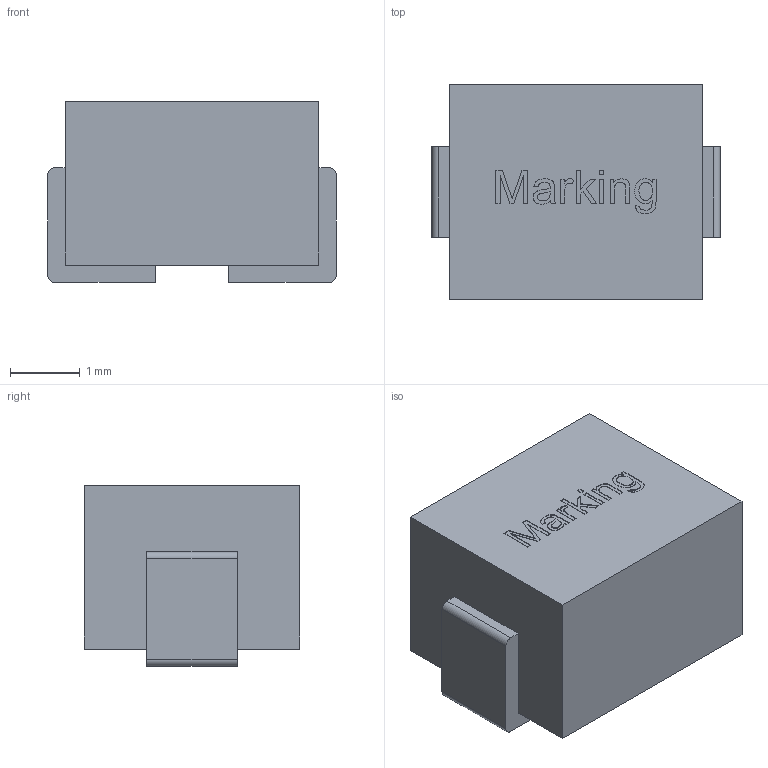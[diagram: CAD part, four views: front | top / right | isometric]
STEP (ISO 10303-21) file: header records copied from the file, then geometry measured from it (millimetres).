
FILE_DESCRIPTION(/* description */ ('Unknown'),/* implementation_level */ '2;1');
FILE_NAME(/* name */ 'L_Wurth_WE-HCM-4035',/* time_stamp */ '2023-02-01T17:20:56+08:00',/* author */ ('Unknown'),/* organization */ ('Unknown'),/* preprocessor_version */ 'ST-DEVELOPER v16.7',/* originating_system */ 'Solid Edge',/* authorisation */ 'Unknown');
FILE_SCHEMA (('AUTOMOTIVE_DESIGN {1 0 10303 214 3 1 1}'));
Length unit declared in the file: millimetre
Products named in the file (1): L_Wurth_WE-HCM-4035
Bounding box: 4.15 x 3.1 x 2.6 mm (x, y, z)
Volume: 28.3 mm3; surface area: 68.3 mm2
Topology: 1 solids, 1 shells, 102 faces, 266 edges, 176 vertices
Faces by surface type: plane 84, bspline 13, cylinder 5
Entity records: 4317 total; most frequent: CARTESIAN_POINT 1152, ORIENTED_EDGE 530, DIRECTION 428, EDGE_CURVE 265, LINE 228, VECTOR 228, VERTEX_POINT 176, EDGE_LOOP 113
